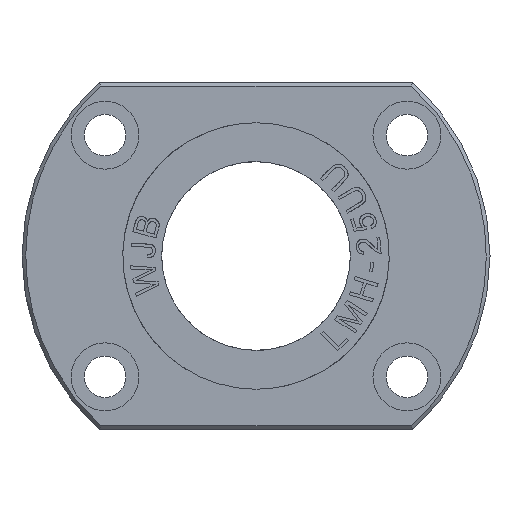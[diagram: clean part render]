
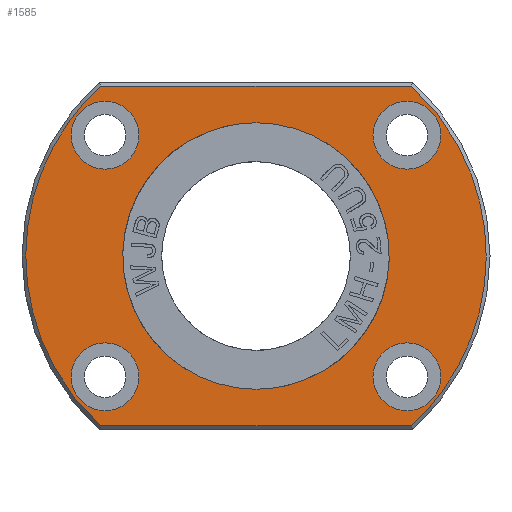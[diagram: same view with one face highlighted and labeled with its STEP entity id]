
A CAD part, left-side view. The second image highlights one B-rep face of the part: STEP entity #1585.
In plain terms, the highlighted planar face has unit normal (-1, 0, 0).
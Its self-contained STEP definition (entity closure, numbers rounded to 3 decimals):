
#1585=ADVANCED_FACE('',(#2566,#2567,#2568,#2569,#2570,#2571),#1932,.T.);
#1932=PLANE('',#6386);
#2162=B_SPLINE_CURVE_WITH_KNOTS('',3,(#7996,#7997,#7998,#7999,#8000,#8001,
#8002,#8003,#8004,#8005),.UNSPECIFIED.,.F.,.F.,(4,2,2,2,4),(0.,0.25,0.5,
0.75,1.),.UNSPECIFIED.);
#2163=B_SPLINE_CURVE_WITH_KNOTS('',3,(#8008,#8009,#8010,#8011,#8012,#8013,
#8014,#8015,#8016,#8017),.UNSPECIFIED.,.F.,.F.,(4,2,2,2,4),(0.,0.25,0.5,
0.75,1.),.UNSPECIFIED.);
#2164=B_SPLINE_CURVE_WITH_KNOTS('',3,(#8018,#8019,#8020,#8021,#8022,#8023,
#8024,#8025,#8026,#8027),.UNSPECIFIED.,.F.,.F.,(4,2,2,2,4),(0.,0.25,0.5,
0.75,1.),.UNSPECIFIED.);
#2165=B_SPLINE_CURVE_WITH_KNOTS('',3,(#8030,#8031,#8032,#8033),.UNSPECIFIED.,
 .F.,.F.,(4,4),(0.,1.),.UNSPECIFIED.);
#2166=B_SPLINE_CURVE_WITH_KNOTS('',3,(#8035,#8036,#8037,#8038,#8039,#8040,
#8041,#8042,#8043,#8044),.UNSPECIFIED.,.F.,.F.,(4,2,2,2,4),(0.,0.25,0.5,
0.75,1.),.UNSPECIFIED.);
#2167=B_SPLINE_CURVE_WITH_KNOTS('',3,(#8046,#8047,#8048,#8049),.UNSPECIFIED.,
 .F.,.F.,(4,4),(0.,1.),.UNSPECIFIED.);
#2566=FACE_BOUND('',#2662,.T.);
#2567=FACE_BOUND('',#2663,.T.);
#2568=FACE_BOUND('',#2664,.T.);
#2569=FACE_BOUND('',#2665,.T.);
#2570=FACE_BOUND('',#2666,.T.);
#2571=FACE_BOUND('',#2667,.T.);
#2662=EDGE_LOOP('',(#3079));
#2663=EDGE_LOOP('',(#3080));
#2664=EDGE_LOOP('',(#3081,#3082));
#2665=EDGE_LOOP('',(#3083,#3084,#3085,#3086));
#2666=EDGE_LOOP('',(#3087));
#2667=EDGE_LOOP('',(#3088));
#3079=ORIENTED_EDGE('',*,*,#5434,.T.);
#3080=ORIENTED_EDGE('',*,*,#5435,.F.);
#3081=ORIENTED_EDGE('',*,*,#5436,.T.);
#3082=ORIENTED_EDGE('',*,*,#5437,.T.);
#3083=ORIENTED_EDGE('',*,*,#5438,.F.);
#3084=ORIENTED_EDGE('',*,*,#5439,.F.);
#3085=ORIENTED_EDGE('',*,*,#5440,.F.);
#3086=ORIENTED_EDGE('',*,*,#5441,.F.);
#3087=ORIENTED_EDGE('',*,*,#5442,.F.);
#3088=ORIENTED_EDGE('',*,*,#5443,.T.);
#4839=VERTEX_POINT('',#7993);
#4840=VERTEX_POINT('',#7995);
#4841=VERTEX_POINT('',#8006);
#4842=VERTEX_POINT('',#8007);
#4843=VERTEX_POINT('',#8028);
#4844=VERTEX_POINT('',#8029);
#4845=VERTEX_POINT('',#8034);
#4846=VERTEX_POINT('',#8045);
#4847=VERTEX_POINT('',#8051);
#4848=VERTEX_POINT('',#8053);
#5434=EDGE_CURVE('',#4839,#4839,#6314,.T.);
#5435=EDGE_CURVE('',#4840,#4840,#6315,.T.);
#5436=EDGE_CURVE('',#4841,#4842,#2162,.T.);
#5437=EDGE_CURVE('',#4842,#4841,#2163,.T.);
#5438=EDGE_CURVE('',#4843,#4844,#2164,.T.);
#5439=EDGE_CURVE('',#4845,#4843,#2165,.T.);
#5440=EDGE_CURVE('',#4846,#4845,#2166,.T.);
#5441=EDGE_CURVE('',#4844,#4846,#2167,.T.);
#5442=EDGE_CURVE('',#4847,#4847,#6316,.T.);
#5443=EDGE_CURVE('',#4848,#4848,#6317,.T.);
#6314=CIRCLE('',#6382,4.5);
#6315=CIRCLE('',#6383,4.5);
#6316=CIRCLE('',#6384,4.5);
#6317=CIRCLE('',#6385,4.5);
#6382=AXIS2_PLACEMENT_3D('',#7992,#6734,#6735);
#6383=AXIS2_PLACEMENT_3D('',#7994,#6736,#6737);
#6384=AXIS2_PLACEMENT_3D('',#8050,#6738,#6739);
#6385=AXIS2_PLACEMENT_3D('',#8052,#6740,#6741);
#6386=AXIS2_PLACEMENT_3D('',#8054,#6742,#6743);
#6734=DIRECTION('',(1.,0.,0.));
#6735=DIRECTION('',(0.,0.,1.));
#6736=DIRECTION('',(-1.,0.,0.));
#6737=DIRECTION('',(0.,0.,-1.));
#6738=DIRECTION('',(-1.,0.,0.));
#6739=DIRECTION('',(0.,0.,1.));
#6740=DIRECTION('',(1.,0.,0.));
#6741=DIRECTION('',(0.,0.,-1.));
#6742=DIRECTION('',(-1.,0.,0.));
#6743=DIRECTION('',(0.,0.,1.));
#7992=CARTESIAN_POINT('',(0.,20.,-16.008));
#7993=CARTESIAN_POINT('',(0.,20.,-11.508));
#7994=CARTESIAN_POINT('',(0.,20.,16.008));
#7995=CARTESIAN_POINT('',(0.,20.,11.508));
#7996=CARTESIAN_POINT('',(0.,0.,-17.65));
#7997=CARTESIAN_POINT('',(0.,4.636,-17.65));
#7998=CARTESIAN_POINT('',(0.,9.203,-15.757));
#7999=CARTESIAN_POINT('',(0.,15.757,-9.204));
#8000=CARTESIAN_POINT('',(0.,17.65,-4.634));
#8001=CARTESIAN_POINT('',(0.,17.65,4.634));
#8002=CARTESIAN_POINT('',(0.,15.757,9.203));
#8003=CARTESIAN_POINT('',(0.,9.204,15.757));
#8004=CARTESIAN_POINT('',(0.,4.638,17.65));
#8005=CARTESIAN_POINT('',(0.,0.,17.65));
#8006=CARTESIAN_POINT('',(0.,0.,-17.65));
#8007=CARTESIAN_POINT('',(0.,0.,17.65));
#8008=CARTESIAN_POINT('',(0.,0.,17.65));
#8009=CARTESIAN_POINT('',(0.,-4.636,17.65));
#8010=CARTESIAN_POINT('',(0.,-9.203,15.757));
#8011=CARTESIAN_POINT('',(0.,-15.757,9.204));
#8012=CARTESIAN_POINT('',(0.,-17.65,4.634));
#8013=CARTESIAN_POINT('',(0.,-17.65,-4.634));
#8014=CARTESIAN_POINT('',(0.,-15.757,-9.203));
#8015=CARTESIAN_POINT('',(0.,-9.204,-15.757));
#8016=CARTESIAN_POINT('',(0.,-4.638,-17.65));
#8017=CARTESIAN_POINT('',(0.,0.,-17.65));
#8018=CARTESIAN_POINT('',(0.,-20.591,22.5));
#8019=CARTESIAN_POINT('',(0.,-23.703,19.653));
#8020=CARTESIAN_POINT('',(0.,-26.213,16.152));
#8021=CARTESIAN_POINT('',(0.,-29.613,8.433));
#8022=CARTESIAN_POINT('',(0.,-30.5,4.217));
#8023=CARTESIAN_POINT('',(0.,-30.5,-4.217));
#8024=CARTESIAN_POINT('',(0.,-29.613,-8.433));
#8025=CARTESIAN_POINT('',(0.,-26.213,-16.152));
#8026=CARTESIAN_POINT('',(0.,-23.703,-19.653));
#8027=CARTESIAN_POINT('',(0.,-20.591,-22.5));
#8028=CARTESIAN_POINT('',(0.,-20.591,22.5));
#8029=CARTESIAN_POINT('',(0.,-20.591,-22.5));
#8030=CARTESIAN_POINT('',(0.,20.591,22.5));
#8031=CARTESIAN_POINT('',(0.,6.864,22.5));
#8032=CARTESIAN_POINT('',(0.,-6.864,22.5));
#8033=CARTESIAN_POINT('',(0.,-20.591,22.5));
#8034=CARTESIAN_POINT('',(0.,20.591,22.5));
#8035=CARTESIAN_POINT('',(0.,20.591,-22.5));
#8036=CARTESIAN_POINT('',(0.,23.703,-19.653));
#8037=CARTESIAN_POINT('',(0.,26.213,-16.152));
#8038=CARTESIAN_POINT('',(0.,29.613,-8.433));
#8039=CARTESIAN_POINT('',(0.,30.5,-4.217));
#8040=CARTESIAN_POINT('',(0.,30.5,4.217));
#8041=CARTESIAN_POINT('',(0.,29.613,8.433));
#8042=CARTESIAN_POINT('',(0.,26.213,16.152));
#8043=CARTESIAN_POINT('',(0.,23.703,19.653));
#8044=CARTESIAN_POINT('',(0.,20.591,22.5));
#8045=CARTESIAN_POINT('',(0.,20.591,-22.5));
#8046=CARTESIAN_POINT('',(0.,-20.591,-22.5));
#8047=CARTESIAN_POINT('',(0.,-6.864,-22.5));
#8048=CARTESIAN_POINT('',(0.,6.864,-22.5));
#8049=CARTESIAN_POINT('',(0.,20.591,-22.5));
#8050=CARTESIAN_POINT('',(0.,-20.,-16.008));
#8051=CARTESIAN_POINT('',(0.,-20.,-11.508));
#8052=CARTESIAN_POINT('',(0.,-20.,16.008));
#8053=CARTESIAN_POINT('',(0.,-20.,11.508));
#8054=CARTESIAN_POINT('',(0.,-31.11,-30.5));
